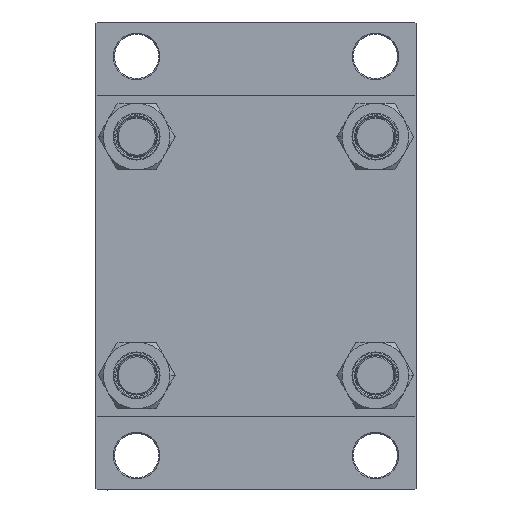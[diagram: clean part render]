
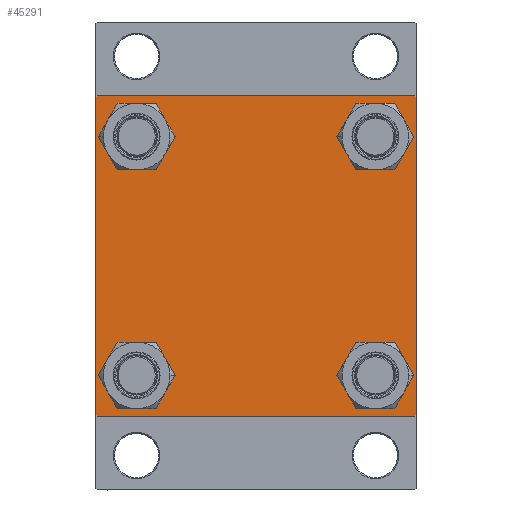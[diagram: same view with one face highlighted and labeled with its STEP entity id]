
A CAD part, left-side view. The second image highlights one B-rep face of the part: STEP entity #45291.
In plain terms, the highlighted planar face has unit normal (-1, 0, 0).
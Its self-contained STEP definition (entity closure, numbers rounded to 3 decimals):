
#293 = EDGE_CURVE ( 'NONE', #8261, #14477, #6799, .T. ) ;
#1457 = LINE ( 'NONE', #31133, #41751 ) ;
#1523 = CARTESIAN_POINT ( 'NONE',  ( 0., -48.45, 39.95 ) ) ;
#1559 = CARTESIAN_POINT ( 'NONE',  ( 0., -48.45, -48.45 ) ) ;
#1809 = DIRECTION ( 'NONE',  ( 1., 0., 0. ) ) ;
#2028 = VERTEX_POINT ( 'NONE', #4525 ) ;
#2115 = ORIENTED_EDGE ( 'NONE', *, *, #14779, .T. ) ;
#2449 = AXIS2_PLACEMENT_3D ( 'NONE', #16055, #34405, #38517 ) ;
#3063 = LINE ( 'NONE', #24753, #22327 ) ;
#3430 = CARTESIAN_POINT ( 'NONE',  ( 0., 65., 65. ) ) ;
#4256 = EDGE_CURVE ( 'NONE', #15759, #18187, #26793, .T. ) ;
#4337 = DIRECTION ( 'NONE',  ( 0., 0., 1. ) ) ;
#4525 = CARTESIAN_POINT ( 'NONE',  ( 0., -64.5, 65. ) ) ;
#4581 = CIRCLE ( 'NONE', #21507, 8.5 ) ;
#4813 = CARTESIAN_POINT ( 'NONE',  ( 0., -48.45, -39.95 ) ) ;
#5034 = FACE_BOUND ( 'NONE', #35533, .T. ) ;
#5122 = LINE ( 'NONE', #9686, #8389 ) ;
#5266 = CARTESIAN_POINT ( 'NONE',  ( 0., 0., 0. ) ) ;
#5549 = DIRECTION ( 'NONE',  ( 0., 0., 1. ) ) ;
#5718 = VERTEX_POINT ( 'NONE', #46913 ) ;
#6241 = VERTEX_POINT ( 'NONE', #39238 ) ;
#6329 = CARTESIAN_POINT ( 'NONE',  ( 0., 48.45, 56.95 ) ) ;
#6760 = AXIS2_PLACEMENT_3D ( 'NONE', #9056, #9538, #17010 ) ;
#6799 = LINE ( 'NONE', #3430, #29015 ) ;
#7183 = EDGE_CURVE ( 'NONE', #27016, #37434, #37023, .T. ) ;
#7970 = ORIENTED_EDGE ( 'NONE', *, *, #46206, .T. ) ;
#8186 = ORIENTED_EDGE ( 'NONE', *, *, #16481, .T. ) ;
#8261 = VERTEX_POINT ( 'NONE', #40624 ) ;
#8389 = VECTOR ( 'NONE', #31180, 1000. ) ;
#8815 = CARTESIAN_POINT ( 'NONE',  ( 0., 48.45, -48.45 ) ) ;
#9056 = CARTESIAN_POINT ( 'NONE',  ( 0., -48.45, 48.45 ) ) ;
#9182 = CIRCLE ( 'NONE', #24554, 8.5 ) ;
#9538 = DIRECTION ( 'NONE',  ( 1., 0., 0. ) ) ;
#9686 = CARTESIAN_POINT ( 'NONE',  ( 0., 64.75, 64.75 ) ) ;
#9879 = EDGE_CURVE ( 'NONE', #31520, #45884, #40695, .T. ) ;
#11316 = CARTESIAN_POINT ( 'NONE',  ( 0., 64.5, 65. ) ) ;
#11379 = LINE ( 'NONE', #25857, #37888 ) ;
#11709 = ORIENTED_EDGE ( 'NONE', *, *, #293, .T. ) ;
#12604 = ORIENTED_EDGE ( 'NONE', *, *, #34465, .F. ) ;
#12670 = DIRECTION ( 'NONE',  ( 0., 0., 1. ) ) ;
#12939 = DIRECTION ( 'NONE',  ( 0., 0.707, 0.707 ) ) ;
#13182 = CARTESIAN_POINT ( 'NONE',  ( 0., -64.75, 64.75 ) ) ;
#14351 = EDGE_LOOP ( 'NONE', ( #20773, #24650 ) ) ;
#14477 = VERTEX_POINT ( 'NONE', #15018 ) ;
#14779 = EDGE_CURVE ( 'NONE', #5718, #2028, #46524, .T. ) ;
#15018 = CARTESIAN_POINT ( 'NONE',  ( 0., 65., -64.5 ) ) ;
#15293 = EDGE_LOOP ( 'NONE', ( #8186, #23786 ) ) ;
#15417 = CARTESIAN_POINT ( 'NONE',  ( 0., 48.45, -39.95 ) ) ;
#15733 = CARTESIAN_POINT ( 'NONE',  ( 0., -65., -64.5 ) ) ;
#15759 = VERTEX_POINT ( 'NONE', #1523 ) ;
#16055 = CARTESIAN_POINT ( 'NONE',  ( 0., -48.45, -48.45 ) ) ;
#16481 = EDGE_CURVE ( 'NONE', #37434, #27016, #9182, .T. ) ;
#17010 = DIRECTION ( 'NONE',  ( 0., 0., 1. ) ) ;
#17697 = VERTEX_POINT ( 'NONE', #44582 ) ;
#17839 = CARTESIAN_POINT ( 'NONE',  ( 0., -48.45, 56.95 ) ) ;
#18187 = VERTEX_POINT ( 'NONE', #17839 ) ;
#18278 = ORIENTED_EDGE ( 'NONE', *, *, #40422, .T. ) ;
#18461 = DIRECTION ( 'NONE',  ( 0., -1., 0. ) ) ;
#19002 = CARTESIAN_POINT ( 'NONE',  ( 0., -65., 65. ) ) ;
#19241 = DIRECTION ( 'NONE',  ( 0., 0., -1. ) ) ;
#19740 = CARTESIAN_POINT ( 'NONE',  ( 0., 48.45, -56.95 ) ) ;
#19762 = VERTEX_POINT ( 'NONE', #11316 ) ;
#20773 = ORIENTED_EDGE ( 'NONE', *, *, #40148, .T. ) ;
#20855 = ORIENTED_EDGE ( 'NONE', *, *, #36310, .T. ) ;
#21507 = AXIS2_PLACEMENT_3D ( 'NONE', #43615, #25471, #5549 ) ;
#22052 = ORIENTED_EDGE ( 'NONE', *, *, #27497, .T. ) ;
#22197 = EDGE_CURVE ( 'NONE', #45884, #31520, #44109, .T. ) ;
#22214 = ORIENTED_EDGE ( 'NONE', *, *, #25623, .T. ) ;
#22327 = VECTOR ( 'NONE', #18461, 1000. ) ;
#22641 = DIRECTION ( 'NONE',  ( 1., 0., 0. ) ) ;
#23337 = DIRECTION ( 'NONE',  ( 0., 0., 1. ) ) ;
#23786 = ORIENTED_EDGE ( 'NONE', *, *, #7183, .T. ) ;
#24290 = CARTESIAN_POINT ( 'NONE',  ( 0., 48.45, 48.45 ) ) ;
#24465 = AXIS2_PLACEMENT_3D ( 'NONE', #1559, #1809, #30990 ) ;
#24554 = AXIS2_PLACEMENT_3D ( 'NONE', #24290, #27939, #23337 ) ;
#24650 = ORIENTED_EDGE ( 'NONE', *, *, #44832, .T. ) ;
#24753 = CARTESIAN_POINT ( 'NONE',  ( 0., 65., 65. ) ) ;
#25471 = DIRECTION ( 'NONE',  ( 1., 0., 0. ) ) ;
#25623 = EDGE_CURVE ( 'NONE', #14477, #6241, #1457, .T. ) ;
#25857 = CARTESIAN_POINT ( 'NONE',  ( 0., 65., -65. ) ) ;
#26793 = CIRCLE ( 'NONE', #6760, 8.5 ) ;
#26802 = ORIENTED_EDGE ( 'NONE', *, *, #22197, .T. ) ;
#27016 = VERTEX_POINT ( 'NONE', #43697 ) ;
#27154 = VECTOR ( 'NONE', #45735, 1000. ) ;
#27215 = PLANE ( 'NONE',  #42497 ) ;
#27497 = EDGE_CURVE ( 'NONE', #17697, #33097, #42585, .T. ) ;
#27686 = AXIS2_PLACEMENT_3D ( 'NONE', #47754, #43655, #43889 ) ;
#27939 = DIRECTION ( 'NONE',  ( 1., 0., 0. ) ) ;
#28115 = ORIENTED_EDGE ( 'NONE', *, *, #41723, .F. ) ;
#29015 = VECTOR ( 'NONE', #43736, 1000. ) ;
#30990 = DIRECTION ( 'NONE',  ( 0., 0., 1. ) ) ;
#31085 = DIRECTION ( 'NONE',  ( -1., 0., 0. ) ) ;
#31133 = CARTESIAN_POINT ( 'NONE',  ( 0., 64.75, -64.75 ) ) ;
#31180 = DIRECTION ( 'NONE',  ( 0., 0.707, -0.707 ) ) ;
#31474 = VECTOR ( 'NONE', #12939, 1000. ) ;
#31485 = VERTEX_POINT ( 'NONE', #19740 ) ;
#31520 = VERTEX_POINT ( 'NONE', #4813 ) ;
#31566 = VERTEX_POINT ( 'NONE', #15417 ) ;
#32828 = ORIENTED_EDGE ( 'NONE', *, *, #4256, .T. ) ;
#33097 = VERTEX_POINT ( 'NONE', #15733 ) ;
#33533 = CARTESIAN_POINT ( 'NONE',  ( 0., 48.45, 48.45 ) ) ;
#34405 = DIRECTION ( 'NONE',  ( 1., 0., 0. ) ) ;
#34461 = FACE_BOUND ( 'NONE', #15293, .T. ) ;
#34465 = EDGE_CURVE ( 'NONE', #5718, #33097, #37370, .T. ) ;
#34598 = CARTESIAN_POINT ( 'NONE',  ( 0., -64.75, -64.75 ) ) ;
#34638 = DIRECTION ( 'NONE',  ( 1., 0., 0. ) ) ;
#34704 = FACE_BOUND ( 'NONE', #14351, .T. ) ;
#34788 = CIRCLE ( 'NONE', #36309, 8.5 ) ;
#35533 = EDGE_LOOP ( 'NONE', ( #41701, #26802 ) ) ;
#36309 = AXIS2_PLACEMENT_3D ( 'NONE', #8815, #34638, #12670 ) ;
#36310 = EDGE_CURVE ( 'NONE', #19762, #8261, #5122, .T. ) ;
#36736 = DIRECTION ( 'NONE',  ( 0., -1., 0. ) ) ;
#37023 = CIRCLE ( 'NONE', #43214, 8.5 ) ;
#37370 = LINE ( 'NONE', #19002, #40501 ) ;
#37434 = VERTEX_POINT ( 'NONE', #6329 ) ;
#37888 = VECTOR ( 'NONE', #36736, 1000. ) ;
#37971 = CARTESIAN_POINT ( 'NONE',  ( 0., -48.45, -56.95 ) ) ;
#38517 = DIRECTION ( 'NONE',  ( 0., 0., 1. ) ) ;
#39045 = FACE_BOUND ( 'NONE', #46962, .T. ) ;
#39238 = CARTESIAN_POINT ( 'NONE',  ( 0., 64.5, -65. ) ) ;
#40143 = CIRCLE ( 'NONE', #27686, 8.5 ) ;
#40148 = EDGE_CURVE ( 'NONE', #31566, #31485, #4581, .T. ) ;
#40422 = EDGE_CURVE ( 'NONE', #18187, #15759, #40143, .T. ) ;
#40501 = VECTOR ( 'NONE', #19241, 1000. ) ;
#40624 = CARTESIAN_POINT ( 'NONE',  ( 0., 65., 64.5 ) ) ;
#40695 = CIRCLE ( 'NONE', #24465, 8.5 ) ;
#41527 = DIRECTION ( 'NONE',  ( 0., -0.707, -0.707 ) ) ;
#41701 = ORIENTED_EDGE ( 'NONE', *, *, #9879, .T. ) ;
#41723 = EDGE_CURVE ( 'NONE', #19762, #2028, #3063, .T. ) ;
#41751 = VECTOR ( 'NONE', #41527, 1000. ) ;
#42444 = FACE_OUTER_BOUND ( 'NONE', #44856, .T. ) ;
#42497 = AXIS2_PLACEMENT_3D ( 'NONE', #5266, #31085, #42691 ) ;
#42585 = LINE ( 'NONE', #34598, #27154 ) ;
#42691 = DIRECTION ( 'NONE',  ( 0., 0., 1. ) ) ;
#43214 = AXIS2_PLACEMENT_3D ( 'NONE', #33533, #22641, #4337 ) ;
#43615 = CARTESIAN_POINT ( 'NONE',  ( 0., 48.45, -48.45 ) ) ;
#43655 = DIRECTION ( 'NONE',  ( 1., 0., 0. ) ) ;
#43697 = CARTESIAN_POINT ( 'NONE',  ( 0., 48.45, 39.95 ) ) ;
#43736 = DIRECTION ( 'NONE',  ( 0., 0., -1. ) ) ;
#43889 = DIRECTION ( 'NONE',  ( 0., 0., 1. ) ) ;
#44109 = CIRCLE ( 'NONE', #2449, 8.5 ) ;
#44582 = CARTESIAN_POINT ( 'NONE',  ( 0., -64.5, -65. ) ) ;
#44832 = EDGE_CURVE ( 'NONE', #31485, #31566, #34788, .T. ) ;
#44856 = EDGE_LOOP ( 'NONE', ( #11709, #22214, #7970, #22052, #12604, #2115, #28115, #20855 ) ) ;
#45291 = ADVANCED_FACE ( 'NONE', ( #39045, #5034, #34704, #34461, #42444 ), #27215, .T. ) ;
#45735 = DIRECTION ( 'NONE',  ( 0., -0.707, 0.707 ) ) ;
#45884 = VERTEX_POINT ( 'NONE', #37971 ) ;
#46206 = EDGE_CURVE ( 'NONE', #6241, #17697, #11379, .T. ) ;
#46524 = LINE ( 'NONE', #13182, #31474 ) ;
#46913 = CARTESIAN_POINT ( 'NONE',  ( 0., -65., 64.5 ) ) ;
#46962 = EDGE_LOOP ( 'NONE', ( #18278, #32828 ) ) ;
#47754 = CARTESIAN_POINT ( 'NONE',  ( 0., -48.45, 48.45 ) ) ;
